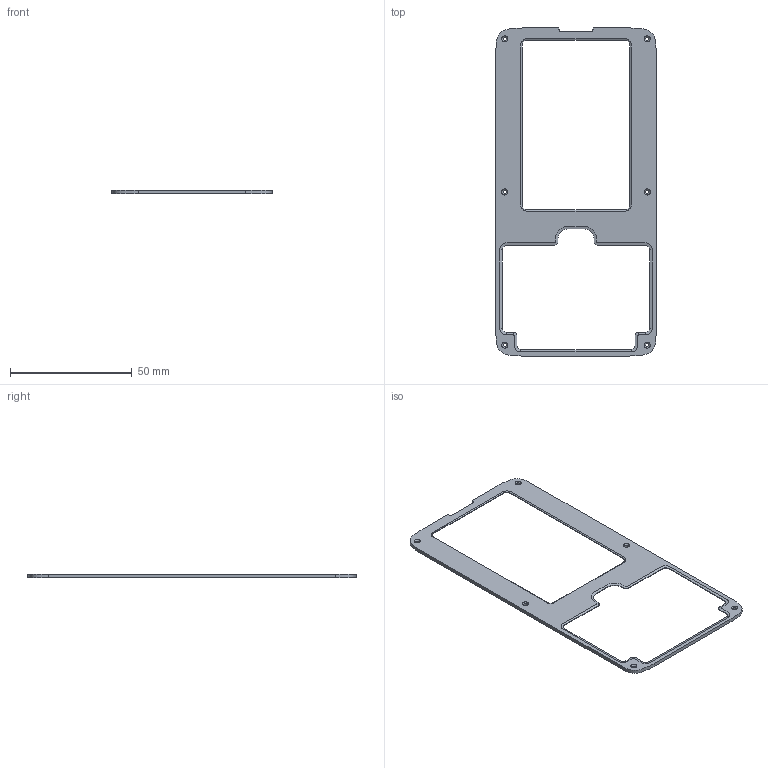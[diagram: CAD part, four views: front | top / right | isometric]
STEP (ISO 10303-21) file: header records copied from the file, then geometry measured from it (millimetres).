
FILE_DESCRIPTION (( 'STEP AP214' ), '1' );
FILE_NAME ('front-bezel-fr4.STEP', '2020-05-23T08:41:19', ( '' ), ( '' ), 'SwSTEP 2.0', 'SolidWorks 2019', '' );
FILE_SCHEMA (( 'AUTOMOTIVE_DESIGN' ));
Length unit declared in the file: millimetre
Products named in the file (1): front-bezel-fr4
Bounding box: 65.7 x 134.7 x 1.5 mm (x, y, z)
Volume: 3536.5 mm3; surface area: 7398.1 mm2
Topology: 1 solids, 1 shells, 149 faces, 394 edges, 248 vertices
Faces by surface type: plane 67, cylinder 50, cone 28, bspline 4
Entity records: 5026 total; most frequent: CARTESIAN_POINT 1196, DIRECTION 806, ORIENTED_EDGE 788, EDGE_CURVE 394, AXIS2_PLACEMENT_3D 274, LINE 258, VECTOR 258, VERTEX_POINT 248
